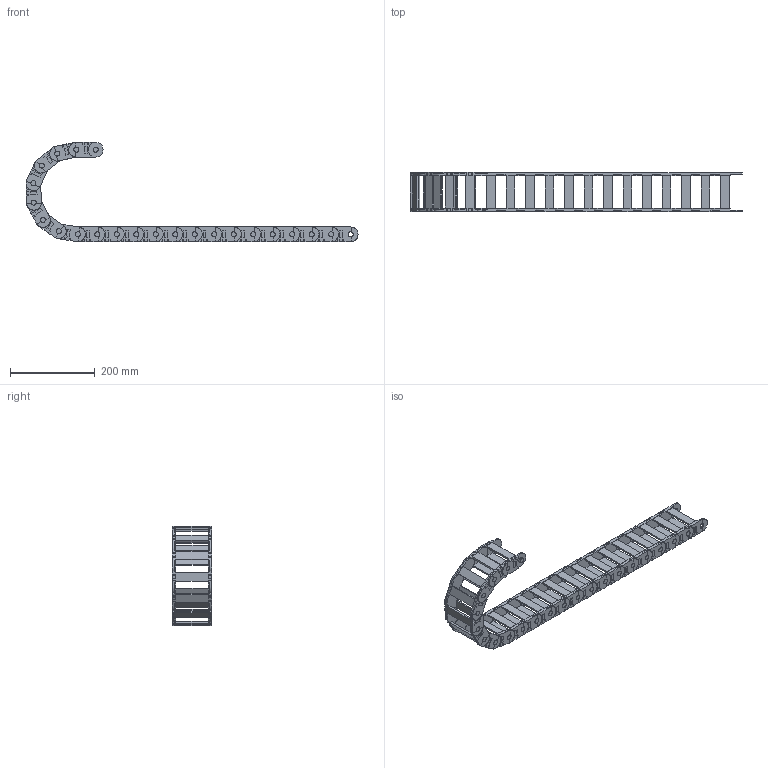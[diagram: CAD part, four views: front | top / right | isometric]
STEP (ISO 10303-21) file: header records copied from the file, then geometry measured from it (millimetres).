
FILE_DESCRIPTION (( 'STEP AP214' ), '1' );
FILE_NAME ('2500_07_100.STEP', '2025-03-18T19:44:58', ( '' ), ( '' ), 'SwSTEP 2.0', 'SolidWorks 2024', '' );
FILE_SCHEMA (( 'AUTOMOTIVE_DESIGN' ));
Length unit declared in the file: inch
Products named in the file (1): 2500_07_100
Bounding box: 784.1 x 93 x 235 mm (x, y, z)
Volume: 814253.2 mm3; surface area: 470931.3 mm2
Topology: 66 solids, 66 shells, 2398 faces, 6600 edges, 4400 vertices
Faces by surface type: plane 1870, cylinder 528
Entity records: 76734 total; most frequent: CARTESIAN_POINT 13399, ORIENTED_EDGE 13200, DIRECTION 12630, EDGE_CURVE 6600, LINE 5368, VECTOR 5368, VERTEX_POINT 4400, AXIS2_PLACEMENT_3D 3631
